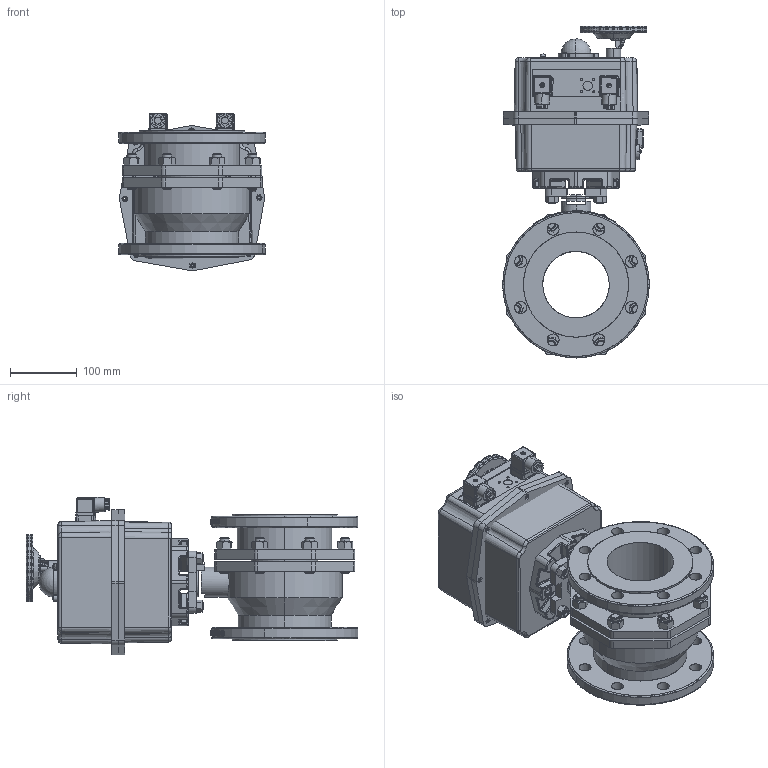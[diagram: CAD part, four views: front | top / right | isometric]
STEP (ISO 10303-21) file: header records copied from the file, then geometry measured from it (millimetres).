
FILE_DESCRIPTION (( 'STEP AP203' ), '1' );
FILE_NAME ('EK05_DN100_(EK05000011).STEP', '2022-05-20T13:29:13', ( '' ), ( '' ), 'SwSTEP 2.0', 'SolidWorks 2021', '' );
FILE_SCHEMA (( 'CONFIG_CONTROL_DESIGN' ));
Length unit declared in the file: metre
Products named in the file (1): EK05_DN100_(EK05000011)
Bounding box: 220 x 498.5 x 236.88 mm (x, y, z)
Surface area: 636918.6 mm2 (no closed solid volume)
Topology: 0 solids, 292 shells, 1899 faces, 6854 edges, 5042 vertices
Faces by surface type: cylinder 805, plane 529, torus 205, bspline 165, cone 162, sphere 33
Entity records: 123965 total; most frequent: CARTESIAN_POINT 68730, DIRECTION 11262, ORIENTED_EDGE 10152, EDGE_CURVE 6814, VERTEX_POINT 5033, AXIS2_PLACEMENT_3D 4354, CIRCLE 2619, LINE 2554
